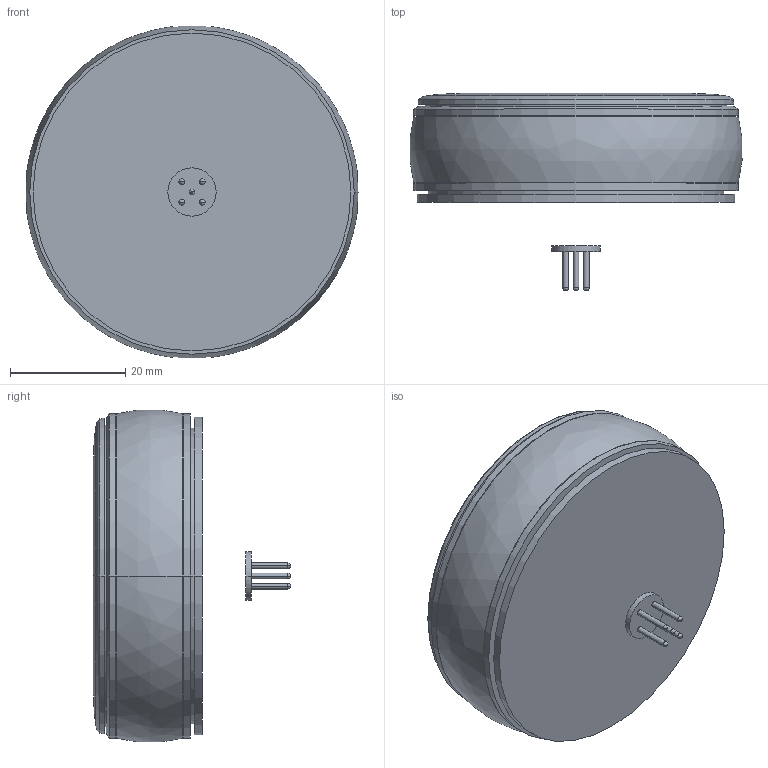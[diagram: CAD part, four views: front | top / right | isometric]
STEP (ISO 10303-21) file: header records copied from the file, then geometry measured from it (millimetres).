
FILE_DESCRIPTION((''),'2;1');
FILE_NAME('TE-M32M5-X11X','2020-10-28T',('kdooley'),(''),'PRO/ENGINEER BY PARAMETRIC TECHNOLOGY CORPORATION, 2016100','PRO/ENGINEER BY PARAMETRIC TECHNOLOGY CORPORATION, 2016100','');
FILE_SCHEMA(('CONFIG_CONTROL_DESIGN'));
Length unit declared in the file: inch
Products named in the file (1): TE-M32M5-X11X
Bounding box: 57.7 x 34.31 x 57.7 mm (x, y, z)
Volume: 47228.8 mm3; surface area: 10020.5 mm2
Topology: 2 solids, 2 shells, 66 faces, 133 edges, 85 vertices
Faces by surface type: cylinder 27, plane 19, bspline 14, cone 4, revolution 2
Entity records: 2166 total; most frequent: CARTESIAN_POINT 706, DIRECTION 330, ORIENTED_EDGE 266, AXIS2_PLACEMENT_3D 147, EDGE_CURVE 133, CIRCLE 97, VERTEX_POINT 85, EDGE_LOOP 80
